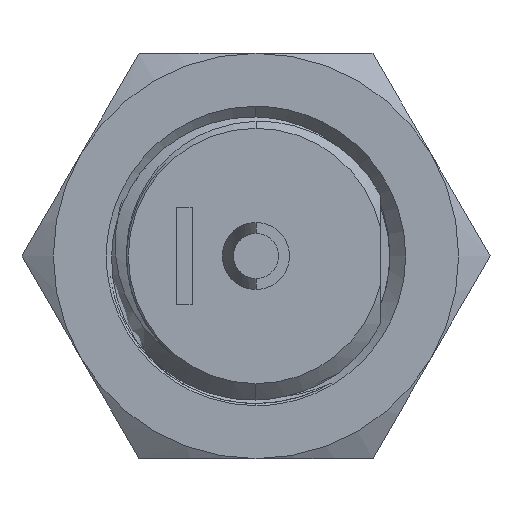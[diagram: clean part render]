
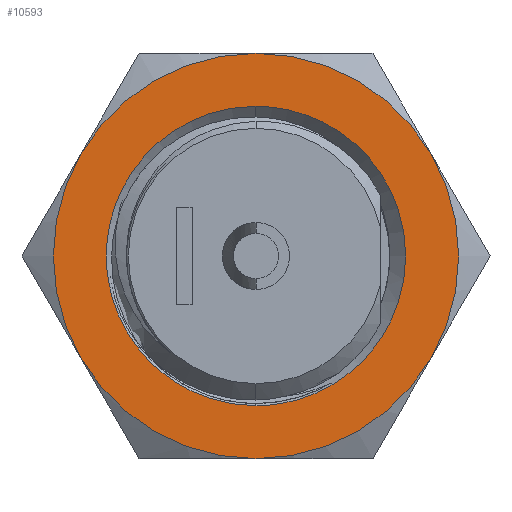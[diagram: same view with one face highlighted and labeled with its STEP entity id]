
A CAD part, left-side view. The second image highlights one B-rep face of the part: STEP entity #10593.
In plain terms, the highlighted planar face has unit normal (1, 0, 0).
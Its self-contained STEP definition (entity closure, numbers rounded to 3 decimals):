
#569=VERTEX_POINT('NONE',#570);
#570=CARTESIAN_POINT('',(-10.978,0.,-4.69));
#576=EDGE_CURVE('NONE',#569,#577,#579,.T.);
#577=VERTEX_POINT('NONE',#578);
#578=CARTESIAN_POINT('',(-10.978,4.69,0.));
#579=B_SPLINE_CURVE_WITH_KNOTS('',3,(#580,#581,#582,#583,#584,#585,#586,#587,#588,#589),.UNSPECIFIED.,.F.,.U.,(4,2,2,2,4),(0.5,0.625,0.75,0.875,1.0),.UNSPECIFIED.);
#580=CARTESIAN_POINT('',(-10.978,0.,-4.69));
#581=CARTESIAN_POINT('',(-10.978,0.614,-4.69));
#582=CARTESIAN_POINT('',(-10.978,1.228,-4.568));
#583=CARTESIAN_POINT('',(-10.978,2.362,-4.098));
#584=CARTESIAN_POINT('',(-10.978,2.882,-3.75));
#585=CARTESIAN_POINT('',(-10.978,3.75,-2.882));
#586=CARTESIAN_POINT('',(-10.978,4.098,-2.362));
#587=CARTESIAN_POINT('',(-10.978,4.568,-1.228));
#588=CARTESIAN_POINT('',(-10.978,4.69,-0.614));
#589=CARTESIAN_POINT('',(-10.978,4.69,0.));
#591=EDGE_CURVE('NONE',#577,#592,#594,.F.);
#592=VERTEX_POINT('NONE',#593);
#593=CARTESIAN_POINT('',(-10.978,0.,4.69));
#594=B_SPLINE_CURVE_WITH_KNOTS('',3,(#595,#596,#597,#598,#599,#600,#601,#602,#603,#604,#605,#606,#607,#608,#609,#610,#611,#612,#613,#614,#615,#616,#617,#618,#619,#620,#621,#622,#623,#624,#625),.UNSPECIFIED.,.F.,.U.,(4,2,2,1,1,1,2,2,1,2,2,2,1,2,2,1,1,1,1,4),(0.5,0.625,0.629,0.633,0.641,0.656,0.687,0.703,0.719,0.75,0.812,0.828,0.844,0.875,0.879,0.883,0.891,0.906,0.937,1.0),.UNSPECIFIED.);
#595=CARTESIAN_POINT('',(-10.978,0.,4.69));
#596=CARTESIAN_POINT('',(-10.978,0.597,4.69));
#597=CARTESIAN_POINT('',(-10.978,1.171,4.58));
#598=CARTESIAN_POINT('',(-10.978,1.744,4.354));
#599=CARTESIAN_POINT('',(-10.978,1.763,4.346));
#600=CARTESIAN_POINT('',(-10.978,1.8,4.331));
#601=CARTESIAN_POINT('',(-10.978,1.854,4.308));
#602=CARTESIAN_POINT('',(-10.978,1.981,4.253));
#603=CARTESIAN_POINT('',(-10.978,2.229,4.132));
#604=CARTESIAN_POINT('',(-10.978,2.434,4.012));
#605=CARTESIAN_POINT('',(-10.978,2.633,3.882));
#606=CARTESIAN_POINT('',(-10.978,2.7,3.835));
#607=CARTESIAN_POINT('',(-10.978,2.831,3.74));
#608=CARTESIAN_POINT('',(-10.978,3.022,3.593));
#609=CARTESIAN_POINT('',(-10.978,3.202,3.431));
#610=CARTESIAN_POINT('',(-10.978,3.546,3.087));
#611=CARTESIAN_POINT('',(-10.978,3.748,2.838));
#612=CARTESIAN_POINT('',(-10.978,3.97,2.499));
#613=CARTESIAN_POINT('',(-10.978,4.01,2.433));
#614=CARTESIAN_POINT('',(-10.978,4.09,2.297));
#615=CARTESIAN_POINT('',(-10.978,4.204,2.09));
#616=CARTESIAN_POINT('',(-10.978,4.302,1.874));
#617=CARTESIAN_POINT('',(-10.978,4.368,1.708));
#618=CARTESIAN_POINT('',(-10.978,4.374,1.692));
#619=CARTESIAN_POINT('',(-10.978,4.388,1.657));
#620=CARTESIAN_POINT('',(-10.978,4.407,1.605));
#621=CARTESIAN_POINT('',(-10.978,4.451,1.483));
#622=CARTESIAN_POINT('',(-10.978,4.529,1.237));
#623=CARTESIAN_POINT('',(-10.978,4.649,0.738));
#624=CARTESIAN_POINT('',(-10.978,4.69,0.298));
#625=CARTESIAN_POINT('',(-10.978,4.69,0.));
#10593=ADVANCED_FACE('NONE',(#10594,#10647),#10703,.T.);
#10594=FACE_BOUND('NONE',#10595,.T.);
#10595=EDGE_LOOP('',(#10596,#10611,#10645,#10646));
#10596=ORIENTED_EDGE('',*,*,#10597,.T.);
#10597=EDGE_CURVE('NONE',#569,#10598,#10600,.F.);
#10598=VERTEX_POINT('NONE',#10599);
#10599=CARTESIAN_POINT('',(-10.978,-4.69,0.));
#10600=B_SPLINE_CURVE_WITH_KNOTS('',3,(#10601,#10602,#10603,#10604,#10605,#10606,#10607,#10608,#10609,#10610),.UNSPECIFIED.,.F.,.U.,(4,2,2,2,4),(0.0,0.125,0.25,0.375,0.5),.UNSPECIFIED.);
#10601=CARTESIAN_POINT('',(-10.978,-4.69,0.));
#10602=CARTESIAN_POINT('',(-10.978,-4.69,-0.614));
#10603=CARTESIAN_POINT('',(-10.978,-4.568,-1.228));
#10604=CARTESIAN_POINT('',(-10.978,-4.098,-2.362));
#10605=CARTESIAN_POINT('',(-10.978,-3.75,-2.882));
#10606=CARTESIAN_POINT('',(-10.978,-2.882,-3.75));
#10607=CARTESIAN_POINT('',(-10.978,-2.362,-4.098));
#10608=CARTESIAN_POINT('',(-10.978,-1.228,-4.568));
#10609=CARTESIAN_POINT('',(-10.978,-0.614,-4.69));
#10610=CARTESIAN_POINT('',(-10.978,0.,-4.69));
#10611=ORIENTED_EDGE('',*,*,#10612,.T.);
#10612=EDGE_CURVE('NONE',#10598,#592,#10613,.T.);
#10613=B_SPLINE_CURVE_WITH_KNOTS('',3,(#10614,#10615,#10616,#10617,#10618,#10619,#10620,#10621,#10622,#10623,#10624,#10625,#10626,#10627,#10628,#10629,#10630,#10631,#10632,#10633,#10634,#10635,#10636,#10637,#10638,#10639,#10640,#10641,#10642,#10643,#10644),.UNSPECIFIED.,.F.,.U.,(4,2,2,1,1,1,2,2,1,2,2,2,1,2,2,1,1,1,1,4),(0.0,0.125,0.129,0.133,0.141,0.156,0.187,0.203,0.219,0.25,0.312,0.328,0.344,0.375,0.379,0.383,0.391,0.406,0.437,0.5),.UNSPECIFIED.);
#10614=CARTESIAN_POINT('',(-10.978,-4.69,0.));
#10615=CARTESIAN_POINT('',(-10.978,-4.69,0.597));
#10616=CARTESIAN_POINT('',(-10.978,-4.58,1.172));
#10617=CARTESIAN_POINT('',(-10.978,-4.354,1.744));
#10618=CARTESIAN_POINT('',(-10.978,-4.346,1.763));
#10619=CARTESIAN_POINT('',(-10.978,-4.331,1.8));
#10620=CARTESIAN_POINT('',(-10.978,-4.308,1.854));
#10621=CARTESIAN_POINT('',(-10.978,-4.253,1.981));
#10622=CARTESIAN_POINT('',(-10.978,-4.132,2.229));
#10623=CARTESIAN_POINT('',(-10.978,-4.012,2.434));
#10624=CARTESIAN_POINT('',(-10.978,-3.882,2.633));
#10625=CARTESIAN_POINT('',(-10.978,-3.835,2.7));
#10626=CARTESIAN_POINT('',(-10.978,-3.74,2.831));
#10627=CARTESIAN_POINT('',(-10.978,-3.593,3.022));
#10628=CARTESIAN_POINT('',(-10.978,-3.431,3.202));
#10629=CARTESIAN_POINT('',(-10.978,-3.087,3.546));
#10630=CARTESIAN_POINT('',(-10.978,-2.838,3.748));
#10631=CARTESIAN_POINT('',(-10.978,-2.499,3.97));
#10632=CARTESIAN_POINT('',(-10.978,-2.433,4.01));
#10633=CARTESIAN_POINT('',(-10.978,-2.297,4.09));
#10634=CARTESIAN_POINT('',(-10.978,-2.09,4.204));
#10635=CARTESIAN_POINT('',(-10.978,-1.874,4.302));
#10636=CARTESIAN_POINT('',(-10.978,-1.708,4.368));
#10637=CARTESIAN_POINT('',(-10.978,-1.692,4.374));
#10638=CARTESIAN_POINT('',(-10.978,-1.657,4.388));
#10639=CARTESIAN_POINT('',(-10.978,-1.605,4.407));
#10640=CARTESIAN_POINT('',(-10.978,-1.483,4.451));
#10641=CARTESIAN_POINT('',(-10.978,-1.237,4.529));
#10642=CARTESIAN_POINT('',(-10.978,-0.738,4.649));
#10643=CARTESIAN_POINT('',(-10.978,-0.298,4.69));
#10644=CARTESIAN_POINT('',(-10.978,0.,4.69));
#10645=ORIENTED_EDGE('',*,*,#591,.F.);
#10646=ORIENTED_EDGE('',*,*,#576,.F.);
#10647=FACE_BOUND('NONE',#10648,.T.);
#10648=EDGE_LOOP('',(#10649,#10660,#10669,#10678,#10687,#10696));
#10649=ORIENTED_EDGE('',*,*,#10650,.T.);
#10650=EDGE_CURVE('NONE',#10651,#10653,#10655,.T.);
#10651=VERTEX_POINT('NONE',#10652);
#10652=CARTESIAN_POINT('',(-10.978,5.499,3.175));
#10653=VERTEX_POINT('NONE',#10654);
#10654=CARTESIAN_POINT('',(-10.978,0.,6.35));
#10655=CIRCLE('',#10656,6.35);
#10656=AXIS2_PLACEMENT_3D('',#10657,#10658,#10659);
#10657=CARTESIAN_POINT('',(-10.978,0.0,0.0));
#10658=DIRECTION('',(1.0,0.0,0.0));
#10659=DIRECTION('',(0.0,0.0,-1.0));
#10660=ORIENTED_EDGE('',*,*,#10661,.T.);
#10661=EDGE_CURVE('NONE',#10653,#10662,#10664,.T.);
#10662=VERTEX_POINT('NONE',#10663);
#10663=CARTESIAN_POINT('',(-10.978,-5.499,3.175));
#10664=CIRCLE('',#10665,6.35);
#10665=AXIS2_PLACEMENT_3D('',#10666,#10667,#10668);
#10666=CARTESIAN_POINT('',(-10.978,0.0,0.0));
#10667=DIRECTION('',(1.0,0.0,0.0));
#10668=DIRECTION('',(0.0,0.0,-1.0));
#10669=ORIENTED_EDGE('',*,*,#10670,.T.);
#10670=EDGE_CURVE('NONE',#10662,#10671,#10673,.T.);
#10671=VERTEX_POINT('NONE',#10672);
#10672=CARTESIAN_POINT('',(-10.978,-5.499,-3.175));
#10673=CIRCLE('',#10674,6.35);
#10674=AXIS2_PLACEMENT_3D('',#10675,#10676,#10677);
#10675=CARTESIAN_POINT('',(-10.978,0.0,0.0));
#10676=DIRECTION('',(1.0,0.0,0.0));
#10677=DIRECTION('',(0.0,0.0,-1.0));
#10678=ORIENTED_EDGE('',*,*,#10679,.T.);
#10679=EDGE_CURVE('NONE',#10671,#10680,#10682,.T.);
#10680=VERTEX_POINT('NONE',#10681);
#10681=CARTESIAN_POINT('',(-10.978,0.,-6.35));
#10682=CIRCLE('',#10683,6.35);
#10683=AXIS2_PLACEMENT_3D('',#10684,#10685,#10686);
#10684=CARTESIAN_POINT('',(-10.978,0.0,0.0));
#10685=DIRECTION('',(1.0,0.0,0.0));
#10686=DIRECTION('',(0.0,0.0,-1.0));
#10687=ORIENTED_EDGE('',*,*,#10688,.T.);
#10688=EDGE_CURVE('NONE',#10680,#10689,#10691,.T.);
#10689=VERTEX_POINT('NONE',#10690);
#10690=CARTESIAN_POINT('',(-10.978,5.499,-3.175));
#10691=CIRCLE('',#10692,6.35);
#10692=AXIS2_PLACEMENT_3D('',#10693,#10694,#10695);
#10693=CARTESIAN_POINT('',(-10.978,0.0,0.0));
#10694=DIRECTION('',(1.0,0.0,0.0));
#10695=DIRECTION('',(0.0,0.0,-1.0));
#10696=ORIENTED_EDGE('',*,*,#10697,.T.);
#10697=EDGE_CURVE('NONE',#10689,#10651,#10698,.T.);
#10698=CIRCLE('',#10699,6.35);
#10699=AXIS2_PLACEMENT_3D('',#10700,#10701,#10702);
#10700=CARTESIAN_POINT('',(-10.978,0.0,0.0));
#10701=DIRECTION('',(1.0,0.0,0.0));
#10702=DIRECTION('',(0.0,0.0,-1.0));
#10703=PLANE('',#10704);
#10704=AXIS2_PLACEMENT_3D('',#10705,#10706,#10707);
#10705=CARTESIAN_POINT('',(-10.978,0.0,0.0));
#10706=DIRECTION('',(1.0,0.0,0.0));
#10707=DIRECTION('',(0.0,0.0,-1.0));
